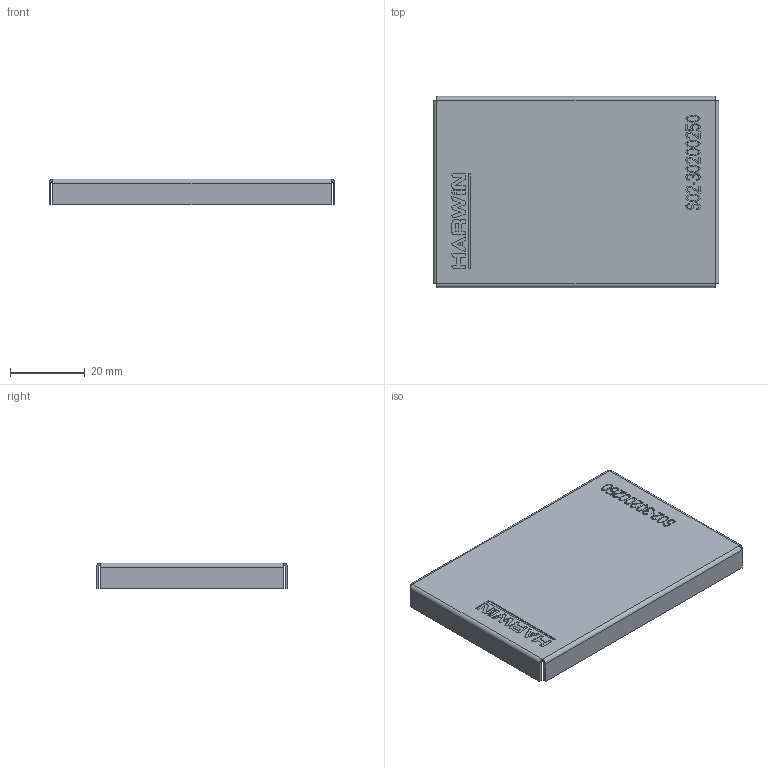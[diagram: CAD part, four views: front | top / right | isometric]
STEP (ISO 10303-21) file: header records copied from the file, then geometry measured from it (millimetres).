
FILE_DESCRIPTION(('FreeCAD Model'),'2;1');
FILE_NAME('Shield_Can_Harwin_30200250_30x20x2.50mm.STEP','2016-03-24T16:38:13',( 'Author'),(''),'Open CASCADE STEP processor 6.8','FreeCAD','Unknown' );
FILE_SCHEMA(('AUTOMOTIVE_DESIGN_CC2 { 1 2 10303 214 -1 1 5 4 }'));
Length unit declared in the file: millimetre
Products named in the file (1): S02-30200250
Bounding box: 76.71 x 51.31 x 6.86 mm (x, y, z)
Volume: 2731 mm3; surface area: 11091.4 mm2
Topology: 1 solids, 1 shells, 612 faces, 1717 edges, 1134 vertices
Faces by surface type: bspline 612
Entity records: 36561 total; most frequent: CARTESIAN_POINT 14135, B_SPLINE_CURVE_WITH_KNOTS 5051, ORIENTED_EDGE 3434, PCURVE 3434, DEFINITIONAL_REPRESENTATION 3434, EDGE_CURVE 1717, SURFACE_CURVE 1717, VERTEX_POINT 1134
